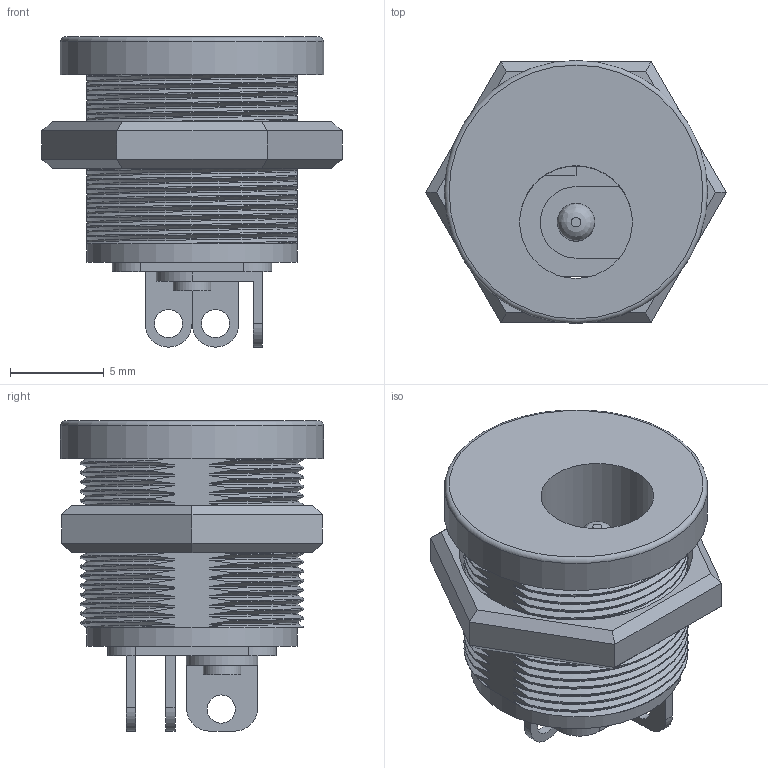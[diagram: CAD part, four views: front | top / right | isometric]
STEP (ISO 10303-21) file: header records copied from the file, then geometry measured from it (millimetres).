
FILE_DESCRIPTION(/* description */ (''),/* implementation_level */ '2;1');
FILE_NAME(/* name */ 'Plug P4.step',/* time_stamp */ '2022-11-21T15:43:23-03:00',/* author */ (''),/* organization */ (''),/* preprocessor_version */ 'ST-DEVELOPER v19.2',/* originating_system */ 'Autodesk Translation Framework v11.17.0.187',/* authorisation */ '');
FILE_SCHEMA (('AUTOMOTIVE_DESIGN { 1 0 10303 214 3 1 1 }'));
Length unit declared in the file: millimetre
Products named in the file (1): Plug P4
Bounding box: 16 x 14 x 16.5 mm (x, y, z)
Volume: 1216.7 mm3; surface area: 1754.6 mm2
Topology: 7 solids, 7 shells, 224 faces, 607 edges, 399 vertices
Faces by surface type: cylinder 93, bspline 77, plane 53, torus 1
Full cylindrical faces by diameter (mm): 1.5 x3, 2 x3, 6 x1, 11.2 x1, 12.4 x1, 14 x1
Entity records: 12309 total; most frequent: CARTESIAN_POINT 7378, ORIENTED_EDGE 1214, DIRECTION 646, EDGE_CURVE 607, VERTEX_POINT 399, B_SPLINE_CURVE_WITH_KNOTS 304, LINE 256, VECTOR 256
